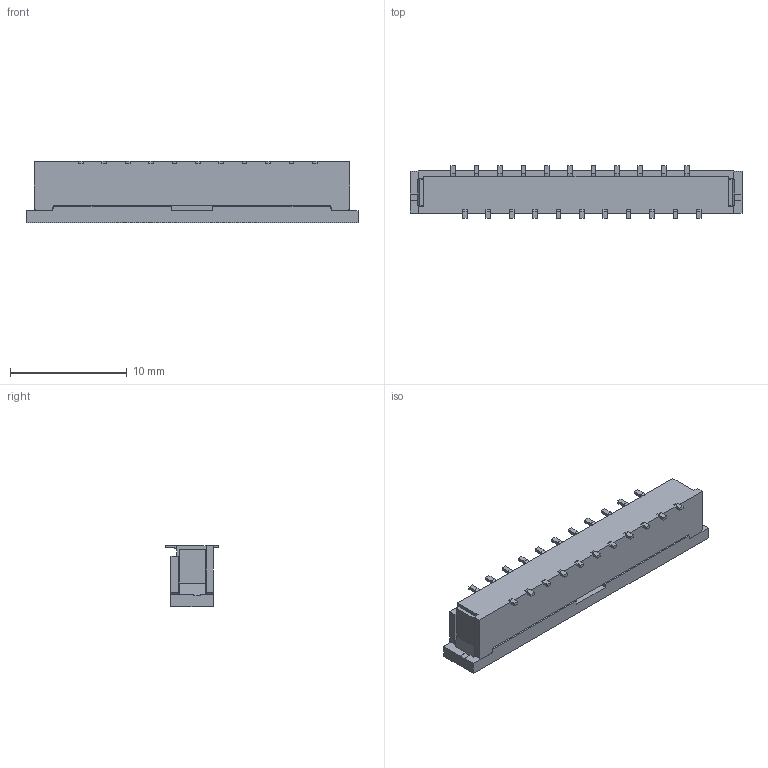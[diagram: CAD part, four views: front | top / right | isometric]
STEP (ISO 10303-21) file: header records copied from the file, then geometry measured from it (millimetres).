
FILE_DESCRIPTION((''),'2;1');
FILE_NAME('ISFW22S-2STLF','2007-09-07T',('ShoujiR'),(''),'PRO/ENGINEER BY PARAMETRIC TECHNOLOGY CORPORATION, 2005230','PRO/ENGINEER BY PARAMETRIC TECHNOLOGY CORPORATION, 2005230','');
FILE_SCHEMA(('CONFIG_CONTROL_DESIGN'));
Length unit declared in the file: millimetre
Products named in the file (1): ISFW22S-2STLF
Bounding box: 28.4 x 4.5 x 5.3 mm (x, y, z)
Volume: 447.9 mm3; surface area: 871.1 mm2
Topology: 1 solids, 1 shells, 490 faces, 1371 edges, 910 vertices
Faces by surface type: plane 443, cylinder 47
Entity records: 15549 total; most frequent: CARTESIAN_POINT 2771, ORIENTED_EDGE 2742, DIRECTION 2447, EDGE_CURVE 1371, VECTOR 1275, LINE 1275, VERTEX_POINT 910, AXIS2_PLACEMENT_3D 586
